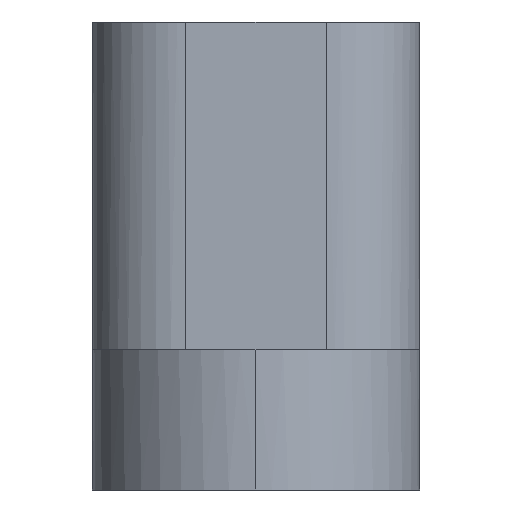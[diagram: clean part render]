
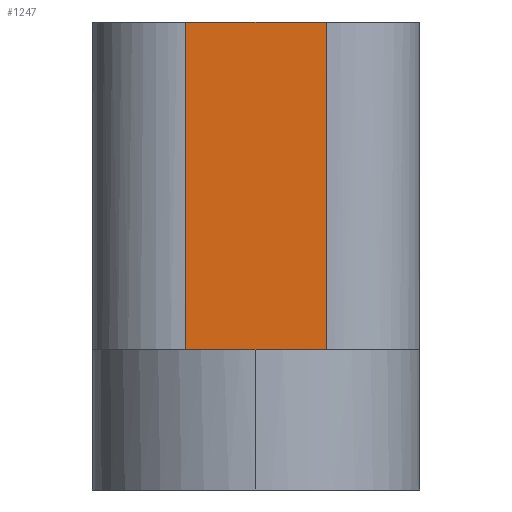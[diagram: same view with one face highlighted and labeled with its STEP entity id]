
A CAD part, left-side view. The second image highlights one B-rep face of the part: STEP entity #1247.
In plain terms, the highlighted free-form (B-spline) face has degree [1, 1] with [2, 2] control points.
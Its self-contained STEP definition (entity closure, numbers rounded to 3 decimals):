
#1212=(
BOUNDED_SURFACE()
B_SPLINE_SURFACE(1,1,((#1213,#1214),(#1215,#1216)),.UNSPECIFIED.,.F.,.F.,.F.)
B_SPLINE_SURFACE_WITH_KNOTS((2,2),(2,2),(0.000,1.000),(0.000,1.000),.UNSPECIFIED.)
GEOMETRIC_REPRESENTATION_ITEM()
RATIONAL_B_SPLINE_SURFACE(((1.,1.),(1.,1.)))
REPRESENTATION_ITEM('')
SURFACE()
);
#1213=CARTESIAN_POINT('',(-8.25,-0.6,2.8));
#1214=CARTESIAN_POINT('',(-8.25,-0.6,0.));
#1215=CARTESIAN_POINT('',(-8.25,0.6,2.8));
#1216=CARTESIAN_POINT('',(-8.25,0.6,0.));
#1217=CARTESIAN_POINT('',(-8.25,-0.6,0.));
#1218=VERTEX_POINT('',#1217);
#1219=(
BOUNDED_CURVE()
B_SPLINE_CURVE(1,(#1220,#1221),.UNSPECIFIED.,.F.,.F.)
B_SPLINE_CURVE_WITH_KNOTS((2,2),(0.000,1.000),.UNSPECIFIED.)
CURVE()
GEOMETRIC_REPRESENTATION_ITEM()
RATIONAL_B_SPLINE_CURVE((1.,1.))
REPRESENTATION_ITEM('')
);
#1220=CARTESIAN_POINT('',(-8.25,-0.6,0.));
#1221=CARTESIAN_POINT('',(-8.25,0.6,0.));
#1222=CARTESIAN_POINT('',(-8.25,0.6,0.));
#1223=VERTEX_POINT('',#1222);
#1224=EDGE_CURVE('',#1218,#1223,#1219,.T.);
#1225=ORIENTED_EDGE('',*,*,#1224,.T.);
#1226=(
BOUNDED_CURVE()
B_SPLINE_CURVE(1,(#1227,#1228),.UNSPECIFIED.,.F.,.F.)
B_SPLINE_CURVE_WITH_KNOTS((2,2),(0.000,1.000),.UNSPECIFIED.)
CURVE()
GEOMETRIC_REPRESENTATION_ITEM()
RATIONAL_B_SPLINE_CURVE((1.,1.))
REPRESENTATION_ITEM('')
);
#1227=CARTESIAN_POINT('',(-8.25,0.6,0.));
#1228=CARTESIAN_POINT('',(-8.25,0.6,2.8));
#1229=CARTESIAN_POINT('',(-8.25,0.6,2.8));
#1230=VERTEX_POINT('',#1229);
#1231=EDGE_CURVE('',#1223,#1230,#1226,.T.);
#1232=ORIENTED_EDGE('',*,*,#1231,.T.);
#1233=(
BOUNDED_CURVE()
B_SPLINE_CURVE(1,(#1234,#1235),.UNSPECIFIED.,.F.,.F.)
B_SPLINE_CURVE_WITH_KNOTS((2,2),(0.000,1.000),.UNSPECIFIED.)
CURVE()
GEOMETRIC_REPRESENTATION_ITEM()
RATIONAL_B_SPLINE_CURVE((1.,1.))
REPRESENTATION_ITEM('')
);
#1234=CARTESIAN_POINT('',(-8.25,0.6,2.8));
#1235=CARTESIAN_POINT('',(-8.25,-0.6,2.8));
#1236=CARTESIAN_POINT('',(-8.25,-0.6,2.8));
#1237=VERTEX_POINT('',#1236);
#1238=EDGE_CURVE('',#1230,#1237,#1233,.T.);
#1239=ORIENTED_EDGE('',*,*,#1238,.T.);
#1240=(
BOUNDED_CURVE()
B_SPLINE_CURVE(1,(#1241,#1242),.UNSPECIFIED.,.F.,.F.)
B_SPLINE_CURVE_WITH_KNOTS((2,2),(0.000,1.000),.UNSPECIFIED.)
CURVE()
GEOMETRIC_REPRESENTATION_ITEM()
RATIONAL_B_SPLINE_CURVE((1.,1.))
REPRESENTATION_ITEM('')
);
#1241=CARTESIAN_POINT('',(-8.25,-0.6,2.8));
#1242=CARTESIAN_POINT('',(-8.25,-0.6,0.));
#1243=EDGE_CURVE('',#1237,#1218,#1240,.T.);
#1244=ORIENTED_EDGE('',*,*,#1243,.T.);
#1245=EDGE_LOOP('',(#1225,#1232,#1239,#1244));
#1246=FACE_OUTER_BOUND('',#1245,.T.);
#1247=ADVANCED_FACE('',(#1246),#1212,.T.);
